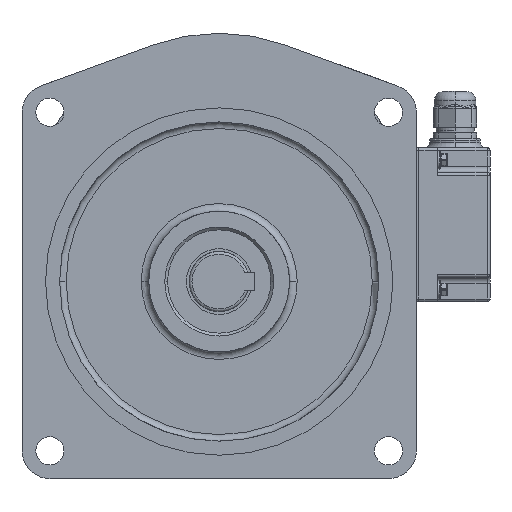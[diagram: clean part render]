
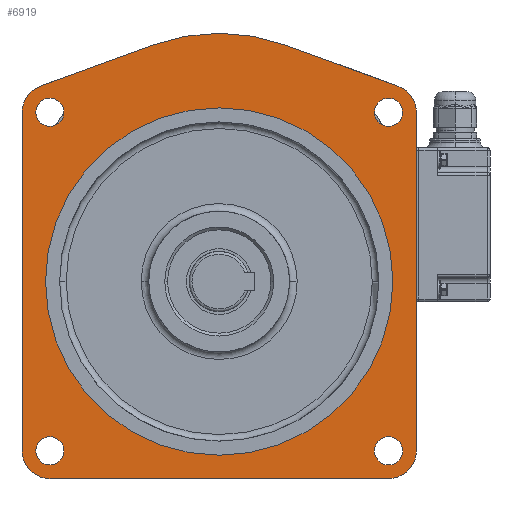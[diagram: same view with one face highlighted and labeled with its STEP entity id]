
A CAD part, front view. The second image highlights one B-rep face of the part: STEP entity #6919.
In plain terms, the highlighted planar face has unit normal (0, -1, 0).
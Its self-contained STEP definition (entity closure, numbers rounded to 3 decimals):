
#1721=DIRECTION('',(0.,0.,1.));
#1722=VECTOR('',#1721,180.005);
#1723=CARTESIAN_POINT('',(-105.003,-10.,-120.2));
#1724=LINE('',#1723,#1722);
#1725=CARTESIAN_POINT('',(-90.003,-10.,59.805));
#1726=DIRECTION('',(0.,1.,0.));
#1727=DIRECTION('',(-1.,0.,0.));
#1728=AXIS2_PLACEMENT_3D('',#1725,#1726,#1727);
#1730=DIRECTION('',(0.94,0.,0.342));
#1731=VECTOR('',#1730,64.095);
#1732=CARTESIAN_POINT('',(-95.138,-10.,73.899));
#1733=LINE('',#1732,#1731);
#1734=CARTESIAN_POINT('',(0.,-10.,0.));
#1735=DIRECTION('',(0.,1.,0.));
#1736=DIRECTION('',(-0.342,0.,0.94));
#1737=AXIS2_PLACEMENT_3D('',#1734,#1735,#1736);
#1739=DIRECTION('',(0.94,0.,-0.342));
#1740=VECTOR('',#1739,64.095);
#1741=CARTESIAN_POINT('',(34.914,-10.,95.838));
#1742=LINE('',#1741,#1740);
#1743=CARTESIAN_POINT('',(90.003,-10.,59.805));
#1744=DIRECTION('',(0.,1.,0.));
#1745=DIRECTION('',(0.342,0.,0.94));
#1746=AXIS2_PLACEMENT_3D('',#1743,#1744,#1745);
#1748=DIRECTION('',(0.,0.,-1.));
#1749=VECTOR('',#1748,180.005);
#1750=CARTESIAN_POINT('',(105.003,-10.,59.805));
#1751=LINE('',#1750,#1749);
#1752=CARTESIAN_POINT('',(90.003,-10.,-120.2));
#1753=DIRECTION('',(0.,1.,0.));
#1754=DIRECTION('',(1.,0.,0.));
#1755=AXIS2_PLACEMENT_3D('',#1752,#1753,#1754);
#1757=DIRECTION('',(-1.,0.,0.));
#1758=VECTOR('',#1757,180.006);
#1759=CARTESIAN_POINT('',(90.003,-10.,-135.2));
#1760=LINE('',#1759,#1758);
#1761=CARTESIAN_POINT('',(-90.003,-10.,-120.2));
#1762=DIRECTION('',(0.,1.,0.));
#1763=DIRECTION('',(0.,0.,-1.));
#1764=AXIS2_PLACEMENT_3D('',#1761,#1762,#1763);
#1766=CARTESIAN_POINT('',(0.,-10.,-30.2));
#1767=DIRECTION('',(0.,-1.,0.));
#1768=DIRECTION('',(-1.,0.,0.));
#1769=AXIS2_PLACEMENT_3D('',#1766,#1767,#1768);
#1771=CARTESIAN_POINT('',(0.,-10.,-30.2));
#1772=DIRECTION('',(0.,-1.,0.));
#1773=DIRECTION('',(1.,0.,0.));
#1774=AXIS2_PLACEMENT_3D('',#1771,#1772,#1773);
#1776=CARTESIAN_POINT('',(-90.156,-10.,-120.356));
#1777=DIRECTION('',(0.,-1.,0.));
#1778=DIRECTION('',(-1.,0.,0.));
#1779=AXIS2_PLACEMENT_3D('',#1776,#1777,#1778);
#1781=CARTESIAN_POINT('',(-90.156,-10.,-120.356));
#1782=DIRECTION('',(0.,-1.,0.));
#1783=DIRECTION('',(1.,0.,0.));
#1784=AXIS2_PLACEMENT_3D('',#1781,#1782,#1783);
#1786=CARTESIAN_POINT('',(90.156,-10.,-120.356));
#1787=DIRECTION('',(0.,-1.,0.));
#1788=DIRECTION('',(-1.,0.,0.));
#1789=AXIS2_PLACEMENT_3D('',#1786,#1787,#1788);
#1791=CARTESIAN_POINT('',(90.156,-10.,-120.356));
#1792=DIRECTION('',(0.,-1.,0.));
#1793=DIRECTION('',(1.,0.,0.));
#1794=AXIS2_PLACEMENT_3D('',#1791,#1792,#1793);
#1796=CARTESIAN_POINT('',(90.156,-10.,59.956));
#1797=DIRECTION('',(0.,-1.,0.));
#1798=DIRECTION('',(-1.,0.,0.));
#1799=AXIS2_PLACEMENT_3D('',#1796,#1797,#1798);
#1801=CARTESIAN_POINT('',(90.156,-10.,59.956));
#1802=DIRECTION('',(0.,-1.,0.));
#1803=DIRECTION('',(1.,0.,0.));
#1804=AXIS2_PLACEMENT_3D('',#1801,#1802,#1803);
#1806=CARTESIAN_POINT('',(-90.156,-10.,59.956));
#1807=DIRECTION('',(0.,-1.,0.));
#1808=DIRECTION('',(-1.,0.,0.));
#1809=AXIS2_PLACEMENT_3D('',#1806,#1807,#1808);
#1811=CARTESIAN_POINT('',(-90.156,-10.,59.956));
#1812=DIRECTION('',(0.,-1.,0.));
#1813=DIRECTION('',(1.,0.,0.));
#1814=AXIS2_PLACEMENT_3D('',#1811,#1812,#1813);
#3378=CARTESIAN_POINT('',(97.656,-10.,59.956));
#3379=CARTESIAN_POINT('',(82.656,-10.,59.956));
#3380=VERTEX_POINT('',#3378);
#3381=VERTEX_POINT('',#3379);
#3386=CARTESIAN_POINT('',(-105.003,-10.,-120.2));
#3387=CARTESIAN_POINT('',(-105.003,-10.,59.805));
#3388=VERTEX_POINT('',#3386);
#3389=VERTEX_POINT('',#3387);
#3390=CARTESIAN_POINT('',(-95.138,-10.,73.899));
#3391=VERTEX_POINT('',#3390);
#3392=CARTESIAN_POINT('',(-34.914,-10.,95.838));
#3393=VERTEX_POINT('',#3392);
#3394=CARTESIAN_POINT('',(34.914,-10.,95.838));
#3395=VERTEX_POINT('',#3394);
#3396=CARTESIAN_POINT('',(95.138,-10.,73.899));
#3397=VERTEX_POINT('',#3396);
#3398=CARTESIAN_POINT('',(105.003,-10.,59.805));
#3399=VERTEX_POINT('',#3398);
#3400=CARTESIAN_POINT('',(105.003,-10.,-120.2));
#3401=VERTEX_POINT('',#3400);
#3402=CARTESIAN_POINT('',(90.003,-10.,-135.2));
#3403=VERTEX_POINT('',#3402);
#3404=CARTESIAN_POINT('',(-90.003,-10.,-135.2));
#3405=VERTEX_POINT('',#3404);
#3406=CARTESIAN_POINT('',(-92.5,-10.,-30.2));
#3407=CARTESIAN_POINT('',(92.5,-10.,-30.2));
#3408=VERTEX_POINT('',#3406);
#3409=VERTEX_POINT('',#3407);
#3410=CARTESIAN_POINT('',(-97.656,-10.,-120.356));
#3411=CARTESIAN_POINT('',(-82.656,-10.,-120.356));
#3412=VERTEX_POINT('',#3410);
#3413=VERTEX_POINT('',#3411);
#3414=CARTESIAN_POINT('',(82.656,-10.,-120.356));
#3415=CARTESIAN_POINT('',(97.656,-10.,-120.356));
#3416=VERTEX_POINT('',#3414);
#3417=VERTEX_POINT('',#3415);
#3418=CARTESIAN_POINT('',(-97.656,-10.,59.956));
#3419=CARTESIAN_POINT('',(-82.656,-10.,59.956));
#3420=VERTEX_POINT('',#3418);
#3421=VERTEX_POINT('',#3419);
#6865=CARTESIAN_POINT('',(0.,-10.,0.));
#6866=DIRECTION('',(0.,-1.,0.));
#6867=DIRECTION('',(-1.,0.,0.));
#6868=AXIS2_PLACEMENT_3D('',#6865,#6866,#6867);
#6869=PLANE('',#6868);
#6871=ORIENTED_EDGE('',*,*,#6870,.T.);
#6873=ORIENTED_EDGE('',*,*,#6872,.T.);
#6874=ORIENTED_EDGE('',*,*,#6855,.T.);
#6875=ORIENTED_EDGE('',*,*,#4393,.T.);
#6877=ORIENTED_EDGE('',*,*,#6876,.T.);
#6879=ORIENTED_EDGE('',*,*,#6878,.T.);
#6881=ORIENTED_EDGE('',*,*,#6880,.T.);
#6883=ORIENTED_EDGE('',*,*,#6882,.T.);
#6884=ORIENTED_EDGE('',*,*,#5447,.T.);
#6886=ORIENTED_EDGE('',*,*,#6885,.T.);
#6887=EDGE_LOOP('',(#6871,#6873,#6874,#6875,#6877,#6879,#6881,#6883,#6884,
#6886));
#6888=FACE_OUTER_BOUND('',#6887,.F.);
#6890=ORIENTED_EDGE('',*,*,#6889,.T.);
#6892=ORIENTED_EDGE('',*,*,#6891,.T.);
#6893=EDGE_LOOP('',(#6890,#6892));
#6894=FACE_BOUND('',#6893,.F.);
#6896=ORIENTED_EDGE('',*,*,#6895,.T.);
#6898=ORIENTED_EDGE('',*,*,#6897,.T.);
#6899=EDGE_LOOP('',(#6896,#6898));
#6900=FACE_BOUND('',#6899,.F.);
#6902=ORIENTED_EDGE('',*,*,#6901,.T.);
#6904=ORIENTED_EDGE('',*,*,#6903,.T.);
#6905=EDGE_LOOP('',(#6902,#6904));
#6906=FACE_BOUND('',#6905,.F.);
#6908=ORIENTED_EDGE('',*,*,#6907,.T.);
#6910=ORIENTED_EDGE('',*,*,#6909,.T.);
#6911=EDGE_LOOP('',(#6908,#6910));
#6912=FACE_BOUND('',#6911,.F.);
#6914=ORIENTED_EDGE('',*,*,#6913,.T.);
#6916=ORIENTED_EDGE('',*,*,#6915,.T.);
#6917=EDGE_LOOP('',(#6914,#6916));
#6918=FACE_BOUND('',#6917,.F.);
#6919=ADVANCED_FACE('',(#6888,#6894,#6900,#6906,#6912,#6918),#6869,.T.);
#1729=CIRCLE('',#1728,15.);
#1738=CIRCLE('',#1737,102.);
#1747=CIRCLE('',#1746,15.);
#1756=CIRCLE('',#1755,15.);
#1765=CIRCLE('',#1764,15.);
#1770=CIRCLE('',#1769,92.5);
#1775=CIRCLE('',#1774,92.5);
#1780=CIRCLE('',#1779,7.5);
#1785=CIRCLE('',#1784,7.5);
#1790=CIRCLE('',#1789,7.5);
#1795=CIRCLE('',#1794,7.5);
#1800=CIRCLE('',#1799,7.5);
#1805=CIRCLE('',#1804,7.5);
#1810=CIRCLE('',#1809,7.5);
#1815=CIRCLE('',#1814,7.5);
#4393=EDGE_CURVE('',#3393,#3395,#1738,.T.);
#5447=EDGE_CURVE('',#3403,#3405,#1760,.T.);
#6855=EDGE_CURVE('',#3391,#3393,#1733,.T.);
#6870=EDGE_CURVE('',#3388,#3389,#1724,.T.);
#6872=EDGE_CURVE('',#3389,#3391,#1729,.T.);
#6876=EDGE_CURVE('',#3395,#3397,#1742,.T.);
#6878=EDGE_CURVE('',#3397,#3399,#1747,.T.);
#6880=EDGE_CURVE('',#3399,#3401,#1751,.T.);
#6882=EDGE_CURVE('',#3401,#3403,#1756,.T.);
#6885=EDGE_CURVE('',#3405,#3388,#1765,.T.);
#6889=EDGE_CURVE('',#3408,#3409,#1770,.T.);
#6891=EDGE_CURVE('',#3409,#3408,#1775,.T.);
#6895=EDGE_CURVE('',#3412,#3413,#1780,.T.);
#6897=EDGE_CURVE('',#3413,#3412,#1785,.T.);
#6901=EDGE_CURVE('',#3416,#3417,#1790,.T.);
#6903=EDGE_CURVE('',#3417,#3416,#1795,.T.);
#6907=EDGE_CURVE('',#3381,#3380,#1800,.T.);
#6909=EDGE_CURVE('',#3380,#3381,#1805,.T.);
#6913=EDGE_CURVE('',#3420,#3421,#1810,.T.);
#6915=EDGE_CURVE('',#3421,#3420,#1815,.T.);
